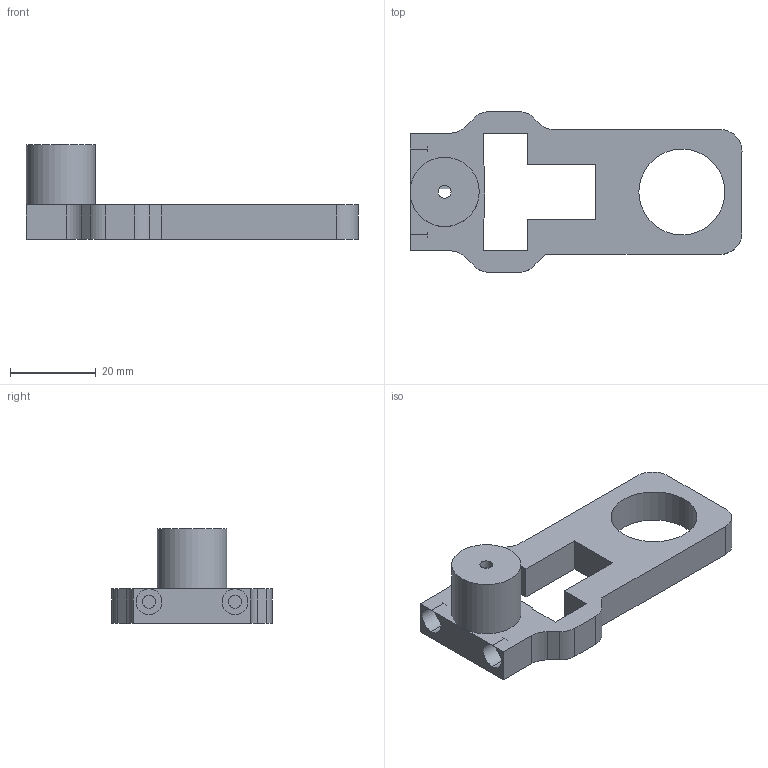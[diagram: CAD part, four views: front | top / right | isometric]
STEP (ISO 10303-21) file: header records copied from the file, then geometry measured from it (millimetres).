
FILE_DESCRIPTION(/* description */ (''),/* implementation_level */ '2;1');
FILE_NAME(/* name */ '30_Cube_Cube_Z_Focus_NEMA8_captive_objectivemount_v0.ipt.step',/* time_stamp */ '2022-11-29T08:15:25+01:00',/* author */ ('diederichbenedict'),/* organization */ (''),/* preprocessor_version */ 'ST-DEVELOPER v18.1',/* originating_system */ 'Autodesk Inventor 2022',/* authorisation */ '');
FILE_SCHEMA (('AUTOMOTIVE_DESIGN { 1 0 10303 214 3 1 1 }'));
Length unit declared in the file: millimetre
Products named in the file (1): 30_Cube_Cube_Z_Focus_NEMA8_captive_objectivemount_v0
Bounding box: 77.27 x 37.4 x 22 mm (x, y, z)
Volume: 12519 mm3; surface area: 7988.5 mm2
Topology: 1 solids, 1 shells, 49 faces, 136 edges, 88 vertices
Faces by surface type: plane 30, cylinder 19
Full cylindrical faces by diameter (mm): 3 x3, 12 x1, 16.118 x1, 20 x1
Entity records: 1611 total; most frequent: DIRECTION 272, CARTESIAN_POINT 270, ORIENTED_EDGE 268, EDGE_CURVE 134, LINE 96, VECTOR 96, AXIS2_PLACEMENT_3D 88, VERTEX_POINT 86
